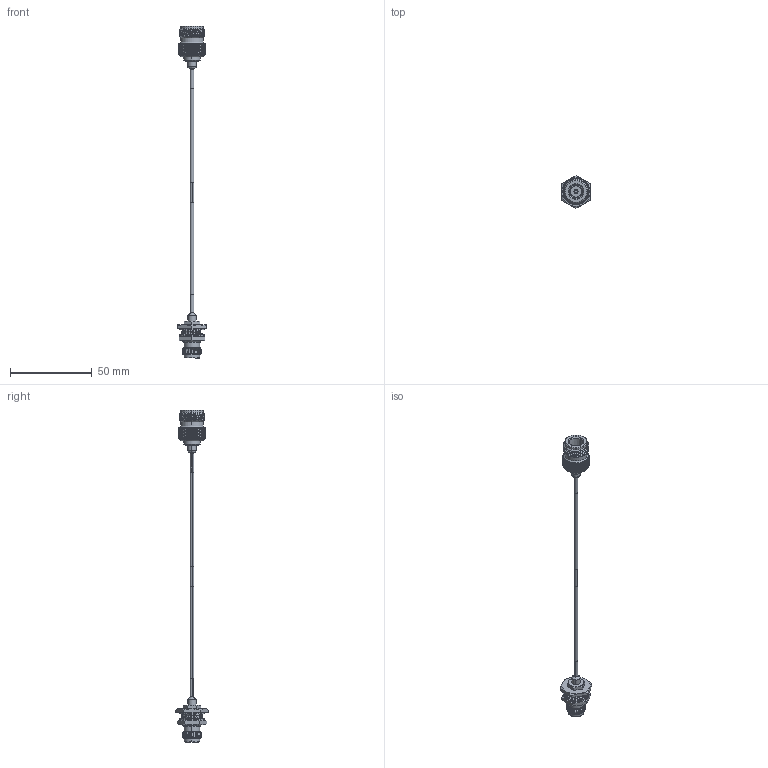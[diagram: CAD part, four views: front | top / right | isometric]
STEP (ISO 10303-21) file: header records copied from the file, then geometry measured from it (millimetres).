
FILE_DESCRIPTION (( 'STEP AP214' ), '1' );
FILE_NAME ('LCCA30587.step', '2020-06-23T21:48:20', ( '' ), ( '' ), 'SwSTEP 2.0', 'SolidWorks 2018', '' );
FILE_SCHEMA (( 'AUTOMOTIVE_DESIGN' ));
Length unit declared in the file: inch
Products named in the file (6): LCCN3063; LCCN3044_HS; 1AW01-002_.08 ID; LCCN3054; LC085TB (085 FORMABLE); LCCA30587
Assembly tree (6 placements, depth 2):
  LCCA30587
    LC085TB (085 FORMABLE)
    1AW01-002_.08 ID
    LCCN3044_HS  x2
    LCCN3063
    LCCN3054
Bounding box: 17.48 x 20.18 x 203.5 mm (x, y, z)
Volume: 6241.2 mm3; surface area: 6804.6 mm2
Topology: 10 solids, 10 shells, 2620 faces, 5707 edges, 3129 vertices
Faces by surface type: bspline 1883, cylinder 572, plane 93, cone 72
Entity records: 112615 total; most frequent: CARTESIAN_POINT 76272, ORIENTED_EDGE 11386, EDGE_CURVE 5693, VERTEX_POINT 3121, EDGE_LOOP 2644, FACE_OUTER_BOUND 2612, ADVANCED_FACE 2612, DIRECTION 2566
